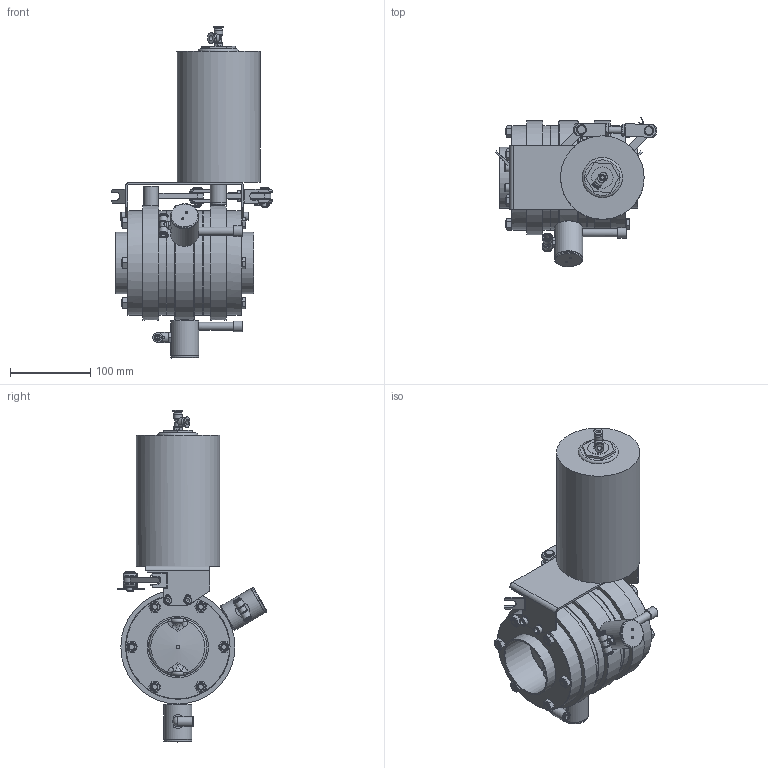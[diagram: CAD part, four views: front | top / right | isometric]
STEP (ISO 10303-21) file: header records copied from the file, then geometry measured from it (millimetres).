
FILE_DESCRIPTION((''),'2;1');
FILE_NAME('59640300XX20.stp','2010-12-08T16:09:24',('Creator'),(''),'Autodesk Inventor 2010','Autodesk Inventor 2010','');
FILE_SCHEMA(('AUTOMOTIVE_DESIGN { 1 0 10303 214 1 1 1 1 }'));
Length unit declared in the file: millimetre
Products named in the file (1): 59640300XX20
Bounding box: 201.58 x 186.13 x 413.3 mm (x, y, z)
Volume: 3098665.4 mm3; surface area: 389114.9 mm2
Topology: 29 solids, 32 shells, 1201 faces, 2850 edges, 1781 vertices
Faces by surface type: plane 576, cylinder 321, cone 183, bspline 64, torus 55, sphere 2
Full cylindrical faces by diameter (mm): 0.1 x2, 2.6 x4, 3 x2, 4 x2, 4.134 x4, 4.6 x2, 4.864 x1, 4.917 x4, 5 x2, 5.2 x1, 5.5 x2, 6 x11, 6.647 x2, 7 x4, 7.2 x4, 7.323 x6, 7.875 x3, 7.9 x2, 8 x21, 8.2 x4, 8.4 x4, 8.5 x10, 8.75 x1, 8.8 x1, 9 x4, 9.5 x2, 9.9 x2, 10 x10, 10.5 x2, 11 x2
Entity records: 43002 total; most frequent: CARTESIAN_POINT 18108, DIRECTION 4968, ORIENTED_EDGE 4648, EDGE_CURVE 2324, AXIS2_PLACEMENT_3D 2067, EDGE_LOOP 1783, VERTEX_POINT 1637, FACE_OUTER_BOUND 1194
